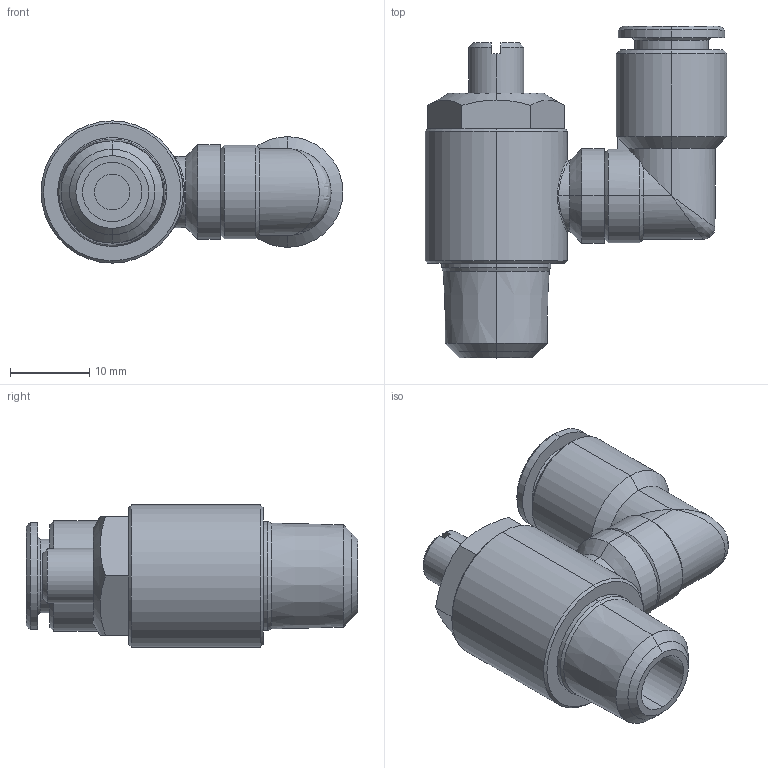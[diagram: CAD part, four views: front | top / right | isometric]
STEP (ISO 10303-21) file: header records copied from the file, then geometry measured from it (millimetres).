
FILE_DESCRIPTION(( 'MV.28.08.14C.STEP' ), '1');
FILE_NAME( 'MV.28.08.14C.STEP', '2018-10-04T17:13:44',( 'Sopra'),('sopra-pneumatic.com'), 'SwSTEP 2.0','SolidWorks 2009','' );
FILE_SCHEMA (( 'CONFIG_CONTROL_DESIGN' ));
Length unit declared in the file: millimetre
Products named in the file (1): 04180C42
Bounding box: 38.2 x 42 x 18 mm (x, y, z)
Volume: 9885.7 mm3; surface area: 4500.8 mm2
Topology: 1 solids, 5 shells, 109 faces, 229 edges, 138 vertices
Faces by surface type: cylinder 40, cone 33, plane 33, bspline 3
Entity records: 4512 total; most frequent: CARTESIAN_POINT 2124, DIRECTION 502, ORIENTED_EDGE 454, EDGE_CURVE 227, AXIS2_PLACEMENT_3D 201, VERTEX_POINT 138, EDGE_LOOP 119, ADVANCED_FACE 109
